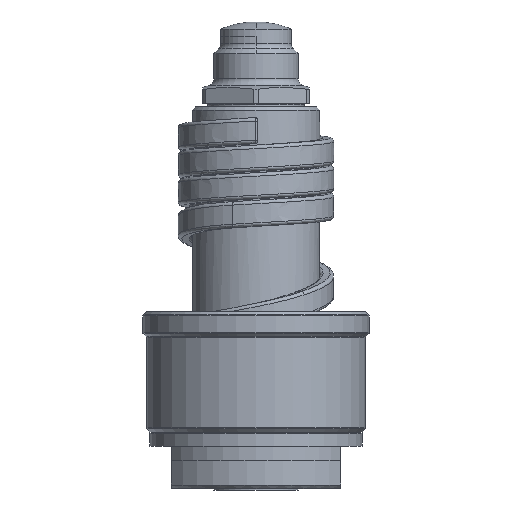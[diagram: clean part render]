
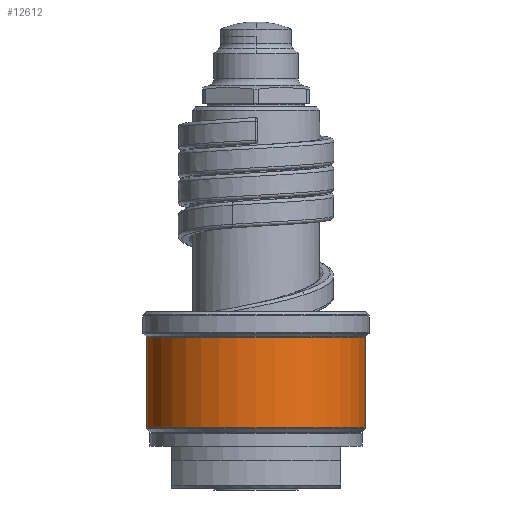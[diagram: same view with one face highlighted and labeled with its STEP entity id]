
A CAD part, front view. The second image highlights one B-rep face of the part: STEP entity #12612.
In plain terms, the highlighted cylindrical face has radius 15.5 mm (diameter 31 mm), a partial arc.
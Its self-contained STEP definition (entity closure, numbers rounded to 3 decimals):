
#3964=CARTESIAN_POINT('',(0.,0.,8.583));
#3965=DIRECTION('',(0.,0.,1.));
#3966=DIRECTION('',(-1.,0.,0.));
#3967=AXIS2_PLACEMENT_3D('',#3964,#3965,#3966);
#3969=DIRECTION('',(0.,0.,-1.));
#3970=VECTOR('',#3969,12.835);
#3971=CARTESIAN_POINT('',(-15.5,0.,21.417));
#3972=LINE('',#3971,#3970);
#3973=CARTESIAN_POINT('',(0.,0.,21.417));
#3974=DIRECTION('',(0.,0.,1.));
#3975=DIRECTION('',(-1.,0.,0.));
#3976=AXIS2_PLACEMENT_3D('',#3973,#3974,#3975);
#3978=DIRECTION('',(0.,0.,-1.));
#3979=VECTOR('',#3978,12.835);
#3980=CARTESIAN_POINT('',(15.5,0.,21.417));
#3981=LINE('',#3980,#3979);
#5841=CARTESIAN_POINT('',(15.5,0.,21.417));
#5842=CARTESIAN_POINT('',(-15.5,0.,21.417));
#5843=VERTEX_POINT('',#5841);
#5844=VERTEX_POINT('',#5842);
#5867=CARTESIAN_POINT('',(15.5,0.,8.583));
#5868=VERTEX_POINT('',#5867);
#5869=CARTESIAN_POINT('',(-15.5,0.,8.583));
#5870=VERTEX_POINT('',#5869);
#12600=CARTESIAN_POINT('',(0.,0.,7.15));
#12601=DIRECTION('',(0.,0.,1.));
#12602=DIRECTION('',(-1.,0.,0.));
#12603=AXIS2_PLACEMENT_3D('',#12600,#12601,#12602);
#12604=CYLINDRICAL_SURFACE('',#12603,15.5);
#12605=ORIENTED_EDGE('',*,*,#12572,.F.);
#12606=ORIENTED_EDGE('',*,*,#12590,.F.);
#12608=ORIENTED_EDGE('',*,*,#12607,.T.);
#12609=ORIENTED_EDGE('',*,*,#12586,.T.);
#12610=EDGE_LOOP('',(#12605,#12606,#12608,#12609));
#12611=FACE_OUTER_BOUND('',#12610,.F.);
#3968=CIRCLE('',#3967,15.5);
#3977=CIRCLE('',#3976,15.5);
#12572=EDGE_CURVE('',#5870,#5868,#3968,.T.);
#12586=EDGE_CURVE('',#5843,#5868,#3981,.T.);
#12590=EDGE_CURVE('',#5844,#5870,#3972,.T.);
#12607=EDGE_CURVE('',#5844,#5843,#3977,.T.);
#12612=ADVANCED_FACE('',(#12611),#12604,.T.);
